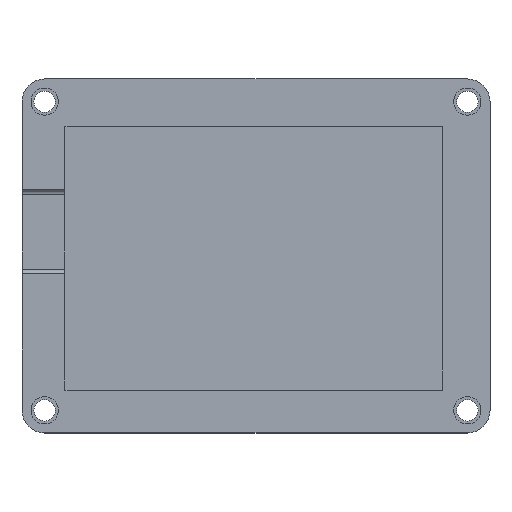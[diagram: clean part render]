
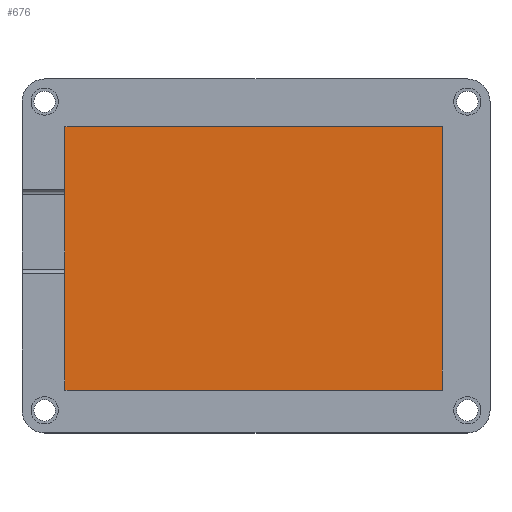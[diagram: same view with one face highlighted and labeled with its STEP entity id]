
A CAD part, top view. The second image highlights one B-rep face of the part: STEP entity #676.
In plain terms, the highlighted planar face has unit normal (0, 0, 1).
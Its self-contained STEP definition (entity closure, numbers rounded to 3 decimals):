
#44=PLANE('',#763);
#76=FACE_OUTER_BOUND('',#124,.T.);
#124=EDGE_LOOP('',(#575,#576,#577,#578));
#168=LINE('',#1083,#222);
#186=LINE('',#1159,#240);
#187=LINE('',#1161,#241);
#188=LINE('',#1162,#242);
#222=VECTOR('',#854,10.);
#240=VECTOR('',#946,10.);
#241=VECTOR('',#947,10.);
#242=VECTOR('',#948,10.);
#321=VERTEX_POINT('',#1080);
#322=VERTEX_POINT('',#1082);
#343=VERTEX_POINT('',#1158);
#344=VERTEX_POINT('',#1160);
#388=EDGE_CURVE('',#321,#322,#168,.T.);
#426=EDGE_CURVE('',#343,#321,#186,.T.);
#427=EDGE_CURVE('',#344,#343,#187,.T.);
#428=EDGE_CURVE('',#322,#344,#188,.T.);
#575=ORIENTED_EDGE('',*,*,#426,.F.);
#576=ORIENTED_EDGE('',*,*,#427,.F.);
#577=ORIENTED_EDGE('',*,*,#428,.F.);
#578=ORIENTED_EDGE('',*,*,#388,.F.);
#676=ADVANCED_FACE('',(#76),#44,.T.);
#763=AXIS2_PLACEMENT_3D('',#1157,#944,#945);
#854=DIRECTION('',(0.,1.,0.));
#944=DIRECTION('center_axis',(0.,0.,1.));
#945=DIRECTION('ref_axis',(1.,0.,0.));
#946=DIRECTION('',(-1.,0.,0.));
#947=DIRECTION('',(0.,-1.,0.));
#948=DIRECTION('',(1.,0.,0.));
#1080=CARTESIAN_POINT('',(-36.947,-29.302,3.));
#1082=CARTESIAN_POINT('',(-36.947,28.898,3.));
#1083=CARTESIAN_POINT('',(-36.947,-14.752,3.));
#1157=CARTESIAN_POINT('Origin',(4.753,-0.202,3.));
#1158=CARTESIAN_POINT('',(46.453,-29.302,3.));
#1159=CARTESIAN_POINT('',(25.603,-29.302,3.));
#1160=CARTESIAN_POINT('',(46.453,28.898,3.));
#1161=CARTESIAN_POINT('',(46.453,14.348,3.));
#1162=CARTESIAN_POINT('',(-16.097,28.898,3.));
